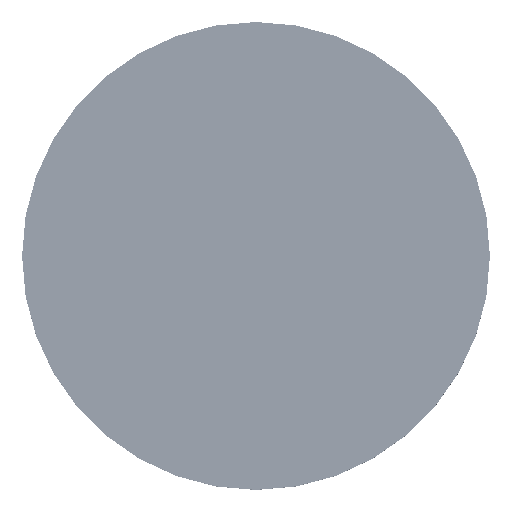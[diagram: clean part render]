
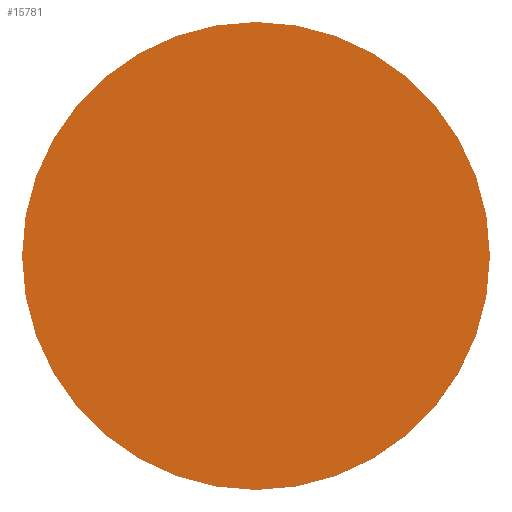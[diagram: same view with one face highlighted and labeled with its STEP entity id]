
A CAD part, top view. The second image highlights one B-rep face of the part: STEP entity #15781.
In plain terms, the highlighted planar face has unit normal (0, 0, 1).
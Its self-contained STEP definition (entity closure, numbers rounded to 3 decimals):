
#1583 = DIRECTION ( 'NONE',  ( 1., 0., 0. ) ) ;
#4588 = AXIS2_PLACEMENT_3D ( 'NONE', #34684, #27816, #24596 ) ;
#15781 = ADVANCED_FACE ( 'NONE', ( #36569 ), #43930, .T. ) ;
#15923 = CARTESIAN_POINT ( 'NONE',  ( 3., 0., 1. ) ) ;
#18260 = EDGE_LOOP ( 'NONE', ( #34604 ) ) ;
#18332 = EDGE_CURVE ( 'NONE', #43053, #43053, #33747, .T. ) ;
#19318 = DIRECTION ( 'NONE',  ( 0., 0., 1. ) ) ;
#24596 = DIRECTION ( 'NONE',  ( 1., 0., 0. ) ) ;
#27816 = DIRECTION ( 'NONE',  ( 0., 0., 1. ) ) ;
#33747 = CIRCLE ( 'NONE', #4588, 3. ) ;
#34604 = ORIENTED_EDGE ( 'NONE', *, *, #18332, .T. ) ;
#34684 = CARTESIAN_POINT ( 'NONE',  ( 0., 0., 1. ) ) ;
#36569 = FACE_OUTER_BOUND ( 'NONE', #18260, .T. ) ;
#43053 = VERTEX_POINT ( 'NONE', #15923 ) ;
#43497 = CARTESIAN_POINT ( 'NONE',  ( 0., 0., 1. ) ) ;
#43930 = PLANE ( 'NONE',  #45301 ) ;
#45301 = AXIS2_PLACEMENT_3D ( 'NONE', #43497, #19318, #1583 ) ;
